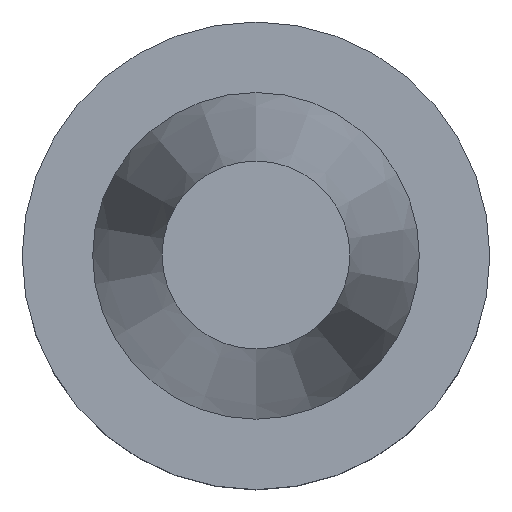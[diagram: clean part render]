
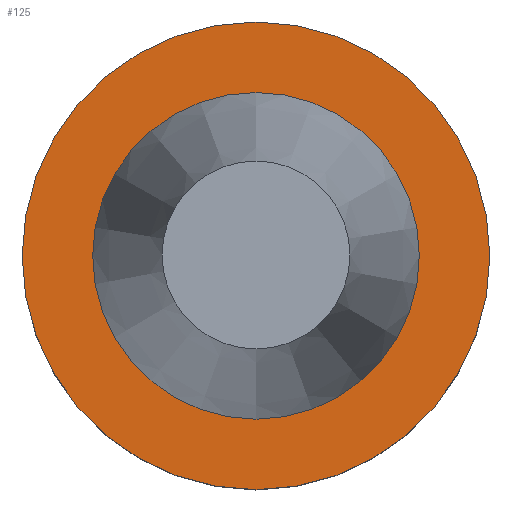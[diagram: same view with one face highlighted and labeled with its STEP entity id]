
A CAD part, top view. The second image highlights one B-rep face of the part: STEP entity #125.
In plain terms, the highlighted planar face has unit normal (0, 0, 1).
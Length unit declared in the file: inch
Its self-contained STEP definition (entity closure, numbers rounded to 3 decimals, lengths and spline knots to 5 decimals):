
#111=EDGE_CURVE('Unnamed[1]',#256,#256,#257,.T.);
#125=ADVANCED_FACE('Unnamed[1]',(#277,#278),#279,.T.);
#146=EDGE_CURVE('Unnamed[1]',#311,#311,#312,.T.);
#256=VERTEX_POINT('',#445);
#257=CIRCLE('',#446,34.925);
#277=FACE_BOUND('',#471,.T.);
#278=FACE_OUTER_BOUND('',#472,.T.);
#279=PLANE('',#473);
#311=VERTEX_POINT('',#513);
#312=CIRCLE('',#514,50.0);
#445=CARTESIAN_POINT('',(0.,34.925,-1.5));
#446=AXIS2_PLACEMENT_3D('',#640,#641,#642);
#471=EDGE_LOOP('',(#664));
#472=EDGE_LOOP('',(#665));
#473=AXIS2_PLACEMENT_3D('',#666,#667,#668);
#513=CARTESIAN_POINT('',(0.,50.0,-1.5));
#514=AXIS2_PLACEMENT_3D('',#704,#705,#706);
#640=CARTESIAN_POINT('',(0.,0.,-1.5));
#641=DIRECTION('',(0.,0.,1.0));
#642=DIRECTION('',(0.,1.0,0.));
#664=ORIENTED_EDGE('',*,*,#111,.F.);
#665=ORIENTED_EDGE('',*,*,#146,.T.);
#666=CARTESIAN_POINT('',(0.,42.4625,-1.5));
#667=DIRECTION('',(0.,0.,1.0));
#668=DIRECTION('',(0.,1.0,0.));
#704=CARTESIAN_POINT('',(0.,0.,-1.5));
#705=DIRECTION('',(0.,0.,1.0));
#706=DIRECTION('',(0.,1.0,0.));
